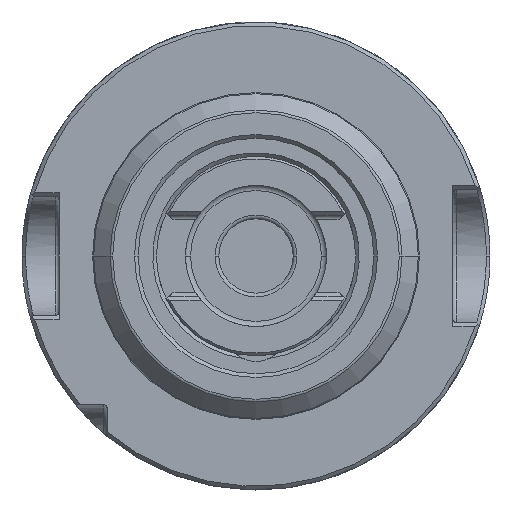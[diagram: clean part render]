
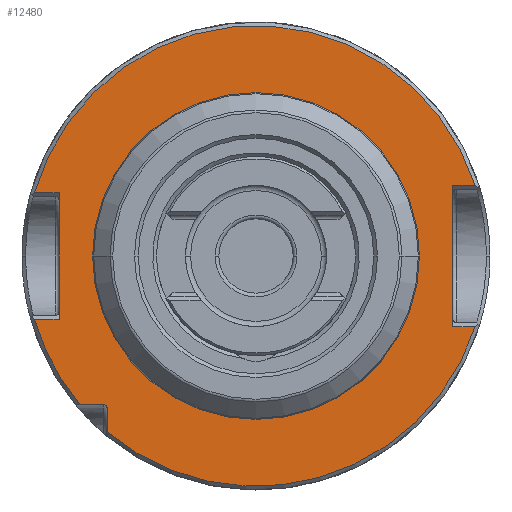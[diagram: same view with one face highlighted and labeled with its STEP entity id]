
A CAD part, front view. The second image highlights one B-rep face of the part: STEP entity #12480.
In plain terms, the highlighted planar face has unit normal (0, -1, 0).
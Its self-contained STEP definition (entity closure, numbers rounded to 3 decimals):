
#3423=CARTESIAN_POINT('',(0.,36.05,0.));
#3424=DIRECTION('',(0.,-1.,0.));
#3425=DIRECTION('',(-1.,0.,0.));
#3426=AXIS2_PLACEMENT_3D('',#3423,#3424,#3425);
#3438=DIRECTION('',(0.,0.,1.));
#3439=VECTOR('',#3438,3.185);
#3440=CARTESIAN_POINT('',(-20.,36.05,-23.685));
#3441=LINE('',#3440,#3439);
#3442=DIRECTION('',(1.,0.,0.));
#3443=VECTOR('',#3442,3.185);
#3444=CARTESIAN_POINT('',(-23.685,36.05,-20.));
#3445=LINE('',#3444,#3443);
#3446=DIRECTION('',(0.,0.,-1.));
#3447=VECTOR('',#3446,17.);
#3448=CARTESIAN_POINT('',(-26.5,36.05,8.5));
#3449=LINE('',#3448,#3447);
#3450=DIRECTION('',(0.,0.,1.));
#3451=VECTOR('',#3450,19.);
#3452=CARTESIAN_POINT('',(26.5,36.05,-9.5));
#3453=LINE('',#3452,#3451);
#3458=CARTESIAN_POINT('',(-20.,36.05,-23.685));
#3481=CARTESIAN_POINT('',(-20.5,36.05,-20.5));
#3482=DIRECTION('',(0.,1.,0.));
#3483=DIRECTION('',(0.,0.,1.));
#3484=AXIS2_PLACEMENT_3D('',#3481,#3482,#3483);
#3586=DIRECTION('',(-1.,0.,0.));
#3587=VECTOR('',#3586,3.008);
#3588=CARTESIAN_POINT('',(29.508,36.05,9.5));
#3589=LINE('',#3588,#3587);
#3639=CARTESIAN_POINT('',(0.,36.05,0.));
#3640=DIRECTION('',(0.,-1.,0.));
#3641=DIRECTION('',(0.952,0.,0.306));
#3642=AXIS2_PLACEMENT_3D('',#3639,#3640,#3641);
#6350=DIRECTION('',(-1.,0.,0.));
#6351=VECTOR('',#6350,3.312);
#6352=CARTESIAN_POINT('',(-26.5,36.05,8.5));
#6353=LINE('',#6352,#6351);
#6362=DIRECTION('',(-1.,0.,0.));
#6363=VECTOR('',#6362,3.312);
#6364=CARTESIAN_POINT('',(-26.5,36.05,-8.5));
#6365=LINE('',#6364,#6363);
#6427=CARTESIAN_POINT('',(-29.812,36.05,-8.5));
#6429=CARTESIAN_POINT('',(0.,36.05,0.));
#6430=DIRECTION('',(0.,-1.,0.));
#6431=DIRECTION('',(-0.962,0.,-0.274));
#6432=AXIS2_PLACEMENT_3D('',#6429,#6430,#6431);
#6478=DIRECTION('',(-1.,0.,0.));
#6479=VECTOR('',#6478,3.008);
#6480=CARTESIAN_POINT('',(29.508,36.05,-9.5));
#6481=LINE('',#6480,#6479);
#6507=CARTESIAN_POINT('',(0.,36.05,0.));
#6508=DIRECTION('',(0.,-1.,0.));
#6509=DIRECTION('',(-0.645,0.,-0.764));
#6510=AXIS2_PLACEMENT_3D('',#6507,#6508,#6509);
#6517=CARTESIAN_POINT('',(29.508,36.05,-9.5));
#6531=CARTESIAN_POINT('',(0.,36.05,0.));
#6532=DIRECTION('',(0.,-1.,0.));
#6533=DIRECTION('',(1.,0.,0.));
#6534=AXIS2_PLACEMENT_3D('',#6531,#6532,#6533);
#7696=CARTESIAN_POINT('',(26.5,36.05,-9.5));
#7697=CARTESIAN_POINT('',(26.5,36.05,9.5));
#7698=VERTEX_POINT('',#7696);
#7699=VERTEX_POINT('',#7697);
#7704=CARTESIAN_POINT('',(-26.5,36.05,8.5));
#7705=CARTESIAN_POINT('',(-26.5,36.05,-8.5));
#7706=VERTEX_POINT('',#7704);
#7707=VERTEX_POINT('',#7705);
#7779=VERTEX_POINT('',#6427);
#7782=VERTEX_POINT('',#6517);
#7787=CARTESIAN_POINT('',(29.508,36.05,9.5));
#7788=CARTESIAN_POINT('',(-29.812,36.05,8.5));
#7789=VERTEX_POINT('',#7787);
#7790=VERTEX_POINT('',#7788);
#7793=VERTEX_POINT('',#3458);
#7809=CARTESIAN_POINT('',(-23.685,36.05,-20.));
#7810=VERTEX_POINT('',#7809);
#7869=CARTESIAN_POINT('',(18.75,36.05,0.));
#7870=CARTESIAN_POINT('',(-18.75,36.05,0.));
#7871=VERTEX_POINT('',#7869);
#7872=VERTEX_POINT('',#7870);
#8173=CARTESIAN_POINT('',(-20.,36.05,-20.5));
#8175=VERTEX_POINT('',#8173);
#8177=CARTESIAN_POINT('',(-20.5,36.05,-20.));
#8179=VERTEX_POINT('',#8177);
#12444=CARTESIAN_POINT('',(0.,36.05,0.));
#12445=DIRECTION('',(0.,-1.,0.));
#12446=DIRECTION('',(1.,0.,0.));
#12447=AXIS2_PLACEMENT_3D('',#12444,#12445,#12446);
#12448=PLANE('',#12447);
#12450=ORIENTED_EDGE('',*,*,#12449,.T.);
#12452=ORIENTED_EDGE('',*,*,#12451,.F.);
#12454=ORIENTED_EDGE('',*,*,#12453,.F.);
#12456=ORIENTED_EDGE('',*,*,#12455,.F.);
#12458=ORIENTED_EDGE('',*,*,#12457,.F.);
#12460=ORIENTED_EDGE('',*,*,#12459,.F.);
#12462=ORIENTED_EDGE('',*,*,#12461,.T.);
#12464=ORIENTED_EDGE('',*,*,#12463,.F.);
#12466=ORIENTED_EDGE('',*,*,#12465,.T.);
#12468=ORIENTED_EDGE('',*,*,#12467,.F.);
#12470=ORIENTED_EDGE('',*,*,#12469,.F.);
#12472=ORIENTED_EDGE('',*,*,#12471,.F.);
#12473=EDGE_LOOP('',(#12450,#12452,#12454,#12456,#12458,#12460,#12462,#12464,
#12466,#12468,#12470,#12472));
#12474=FACE_OUTER_BOUND('',#12473,.F.);
#12476=ORIENTED_EDGE('',*,*,#12475,.T.);
#12477=ORIENTED_EDGE('',*,*,#12434,.T.);
#12478=EDGE_LOOP('',(#12476,#12477));
#12479=FACE_BOUND('',#12478,.F.);
#12480=ADVANCED_FACE('',(#12474,#12479),#12448,.T.);
#3427=CIRCLE('',#3426,18.75);
#3485=CIRCLE('',#3484,0.5);
#3643=CIRCLE('',#3642,31.);
#6433=CIRCLE('',#6432,31.);
#6511=CIRCLE('',#6510,31.);
#6535=CIRCLE('',#6534,18.75);
#12434=EDGE_CURVE('',#7872,#7871,#3427,.T.);
#12449=EDGE_CURVE('',#7793,#8175,#3441,.T.);
#12451=EDGE_CURVE('',#8179,#8175,#3485,.T.);
#12453=EDGE_CURVE('',#7810,#8179,#3445,.T.);
#12455=EDGE_CURVE('',#7779,#7810,#6433,.T.);
#12457=EDGE_CURVE('',#7707,#7779,#6365,.T.);
#12459=EDGE_CURVE('',#7706,#7707,#3449,.T.);
#12461=EDGE_CURVE('',#7706,#7790,#6353,.T.);
#12463=EDGE_CURVE('',#7789,#7790,#3643,.T.);
#12465=EDGE_CURVE('',#7789,#7699,#3589,.T.);
#12467=EDGE_CURVE('',#7698,#7699,#3453,.T.);
#12469=EDGE_CURVE('',#7782,#7698,#6481,.T.);
#12471=EDGE_CURVE('',#7793,#7782,#6511,.T.);
#12475=EDGE_CURVE('',#7871,#7872,#6535,.T.);
